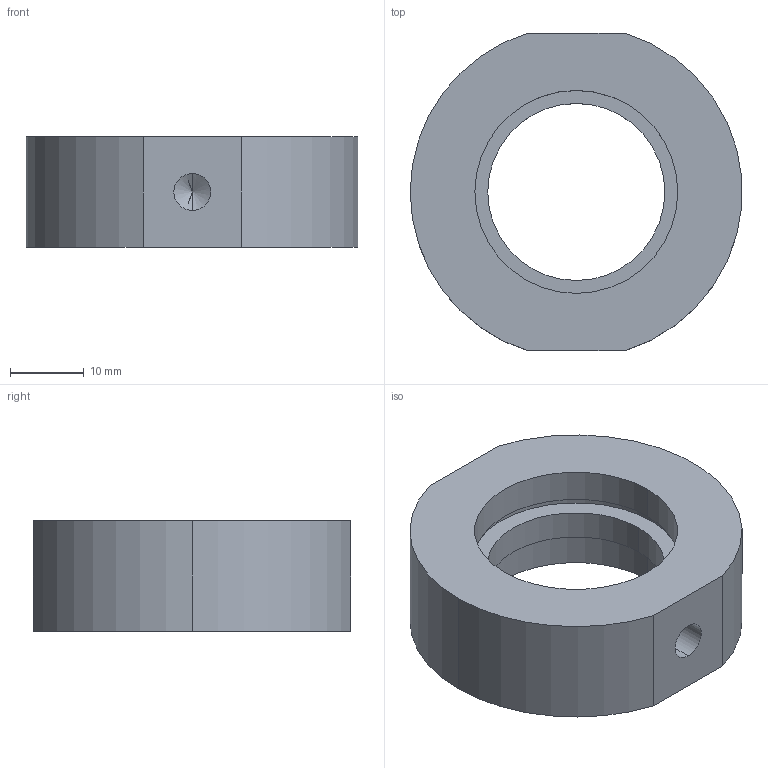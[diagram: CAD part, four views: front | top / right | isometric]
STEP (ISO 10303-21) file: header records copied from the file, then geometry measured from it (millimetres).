
FILE_DESCRIPTION (( 'STEP AP203' ), '1' );
FILE_NAME ('502014.STEP', '2019-09-04T07:19:02', ( '' ), ( '' ), 'SwSTEP 2.0', 'SolidWorks 2016', '' );
FILE_SCHEMA (( 'CONFIG_CONTROL_DESIGN' ));
Length unit declared in the file: millimetre
Products named in the file (2): 502014
Bounding box: 44.92 x 43 x 15 mm (x, y, z)
Volume: 14973.2 mm3; surface area: 5974.6 mm2
Topology: 1 solids, 1 shells, 29 faces, 65 edges, 40 vertices
Faces by surface type: cylinder 17, plane 8, cone 4
Entity records: 952 total; most frequent: DIRECTION 157, CARTESIAN_POINT 132, ORIENTED_EDGE 122, AXIS2_PLACEMENT_3D 65, EDGE_CURVE 61, VERTEX_POINT 40, EDGE_LOOP 37, CIRCLE 34
